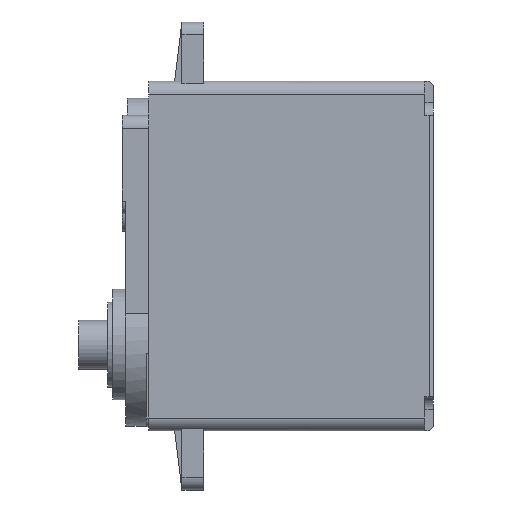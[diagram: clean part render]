
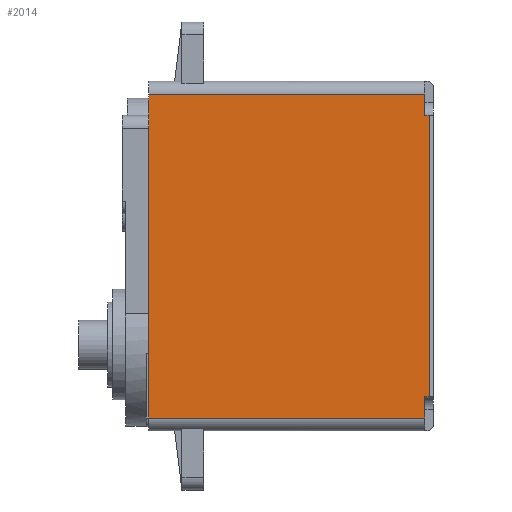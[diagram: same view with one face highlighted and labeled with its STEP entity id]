
A CAD part, left-side view. The second image highlights one B-rep face of the part: STEP entity #2014.
In plain terms, the highlighted planar face has unit normal (-1, 0, 0).
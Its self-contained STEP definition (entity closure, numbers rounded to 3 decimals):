
#64=FACE_OUTER_BOUND('',#175,.T.);
#175=EDGE_LOOP('',(#1382,#1383,#1384,#1385,#1386,#1387,#1388,#1389));
#400=LINE('',#3044,#627);
#404=LINE('',#3056,#631);
#405=LINE('',#3058,#632);
#406=LINE('',#3060,#633);
#407=LINE('',#3062,#634);
#408=LINE('',#3064,#635);
#409=LINE('',#3065,#636);
#410=LINE('',#3066,#637);
#627=VECTOR('',#2408,32.2);
#631=VECTOR('',#2418,0.5);
#632=VECTOR('',#2419,32.8);
#633=VECTOR('',#2420,0.5);
#634=VECTOR('',#2421,2.5);
#635=VECTOR('',#2422,32.2);
#636=VECTOR('',#2423,37.8);
#637=VECTOR('',#2424,2.5);
#868=VERTEX_POINT('',#3041);
#869=VERTEX_POINT('',#3043);
#873=VERTEX_POINT('',#3054);
#874=VERTEX_POINT('',#3055);
#875=VERTEX_POINT('',#3057);
#876=VERTEX_POINT('',#3059);
#877=VERTEX_POINT('',#3061);
#878=VERTEX_POINT('',#3063);
#1070=EDGE_CURVE('',#869,#868,#400,.T.);
#1076=EDGE_CURVE('',#873,#874,#404,.T.);
#1077=EDGE_CURVE('',#874,#875,#405,.T.);
#1078=EDGE_CURVE('',#876,#875,#406,.T.);
#1079=EDGE_CURVE('',#877,#876,#407,.T.);
#1080=EDGE_CURVE('',#878,#877,#408,.T.);
#1081=EDGE_CURVE('',#869,#878,#409,.T.);
#1082=EDGE_CURVE('',#868,#873,#410,.T.);
#1382=ORIENTED_EDGE('',*,*,#1076,.T.);
#1383=ORIENTED_EDGE('',*,*,#1077,.T.);
#1384=ORIENTED_EDGE('',*,*,#1078,.F.);
#1385=ORIENTED_EDGE('',*,*,#1079,.F.);
#1386=ORIENTED_EDGE('',*,*,#1080,.F.);
#1387=ORIENTED_EDGE('',*,*,#1081,.F.);
#1388=ORIENTED_EDGE('',*,*,#1070,.T.);
#1389=ORIENTED_EDGE('',*,*,#1082,.T.);
#1934=PLANE('',#2162);
#2014=ADVANCED_FACE('',(#64),#1934,.F.);
#2162=AXIS2_PLACEMENT_3D('',#3053,#2416,#2417);
#2408=DIRECTION('',(0.,-1.,0.));
#2416=DIRECTION('center_axis',(1.,0.,0.));
#2417=DIRECTION('ref_axis',(0.,0.,-1.));
#2418=DIRECTION('',(0.,-1.,0.));
#2419=DIRECTION('',(0.,0.,1.));
#2420=DIRECTION('',(0.,-1.,0.));
#2421=DIRECTION('',(0.,0.,-1.));
#2422=DIRECTION('',(0.,-1.,0.));
#2423=DIRECTION('',(0.,0.,1.));
#2424=DIRECTION('',(0.,0.,1.));
#3041=CARTESIAN_POINT('',(-10.05,1.,-13.72));
#3043=CARTESIAN_POINT('',(-10.05,33.2,-13.72));
#3044=CARTESIAN_POINT('',(-10.05,33.2,-13.72));
#3053=CARTESIAN_POINT('Origin',(-10.05,33.2,24.08));
#3054=CARTESIAN_POINT('',(-10.05,1.,-11.22));
#3055=CARTESIAN_POINT('',(-10.05,0.5,-11.22));
#3056=CARTESIAN_POINT('',(-10.05,1.,-11.22));
#3057=CARTESIAN_POINT('',(-10.05,0.5,21.58));
#3058=CARTESIAN_POINT('',(-10.05,0.5,-11.22));
#3059=CARTESIAN_POINT('',(-10.05,1.,21.58));
#3060=CARTESIAN_POINT('',(-10.05,1.,21.58));
#3061=CARTESIAN_POINT('',(-10.05,1.,24.08));
#3062=CARTESIAN_POINT('',(-10.05,1.,24.08));
#3063=CARTESIAN_POINT('',(-10.05,33.2,24.08));
#3064=CARTESIAN_POINT('',(-10.05,33.2,24.08));
#3065=CARTESIAN_POINT('',(-10.05,33.2,-13.72));
#3066=CARTESIAN_POINT('',(-10.05,1.,-13.72));
